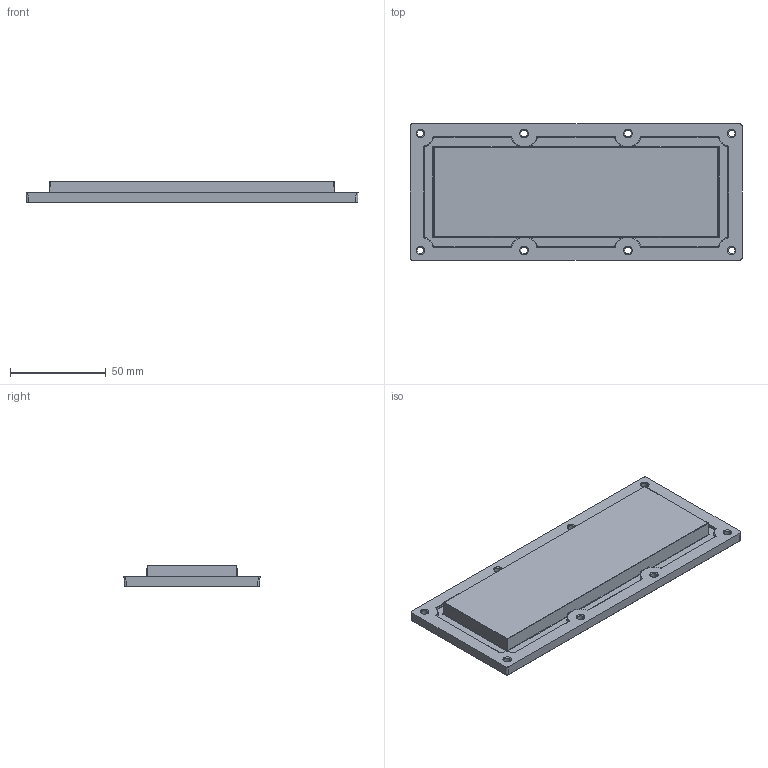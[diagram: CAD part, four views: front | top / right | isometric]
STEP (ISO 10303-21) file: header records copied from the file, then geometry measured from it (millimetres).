
FILE_DESCRIPTION (( 'STEP AP214' ), '1' );
FILE_NAME ('ﾃﾗ-ﾀﾌﾒ-HB-173x70-5050(12)-30.STEP', '2023-01-12T09:23:24', ( '' ), ( '' ), 'SwSTEP 2.0', 'SolidWorks 2019', '' );
FILE_SCHEMA (( 'AUTOMOTIVE_DESIGN' ));
Length unit declared in the file: millimetre
Products named in the file (1): ﾃﾗ-ﾀﾌﾒ-HB-173x70-5050(12)-30
Bounding box: 173.38 x 71.08 x 11.4 mm (x, y, z)
Surface area: 37718 mm2 (no closed solid volume)
Topology: 0 solids, 3 shells, 811 faces, 1947 edges, 1190 vertices
Faces by surface type: plane 291, bspline 158, cylinder 144, cone 118, torus 52, sphere 48
Entity records: 29048 total; most frequent: CARTESIAN_POINT 11208, ORIENTED_EDGE 3874, DIRECTION 3479, EDGE_CURVE 1939, AXIS2_PLACEMENT_3D 1280, VERTEX_POINT 1190, LINE 919, VECTOR 919
